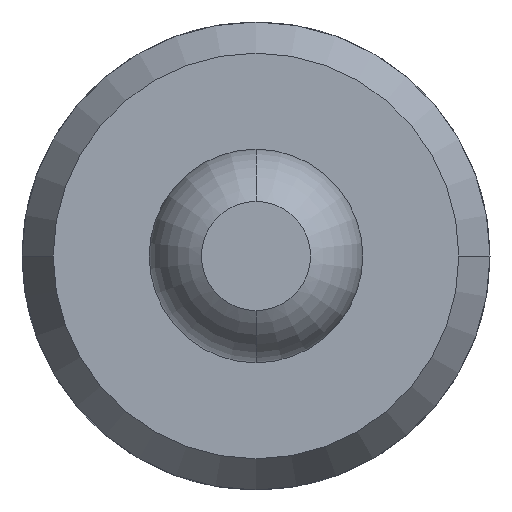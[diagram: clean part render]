
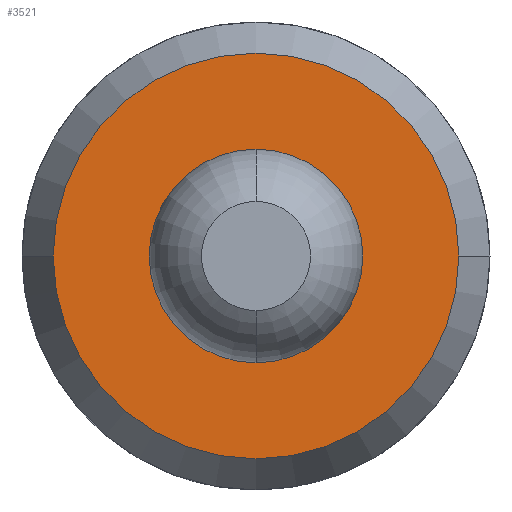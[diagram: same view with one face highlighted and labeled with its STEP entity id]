
A CAD part, front view. The second image highlights one B-rep face of the part: STEP entity #3521.
In plain terms, the highlighted planar face has unit normal (0, -1, 0).
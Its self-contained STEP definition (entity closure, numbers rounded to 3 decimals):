
#184 = EDGE_CURVE ( 'Defeature ausgef�hrt1_32+Defeature ausgef�hrt1_33+Defeature ausgef�hrt1_33+Defeature ausgef�hrt1_33', #1062, #1131, #5054, .T. ) ;
#217 = AXIS2_PLACEMENT_3D ( 'NONE', #555, #2666, #3122 ) ;
#247 = CARTESIAN_POINT ( 'NONE',  ( 0., 6.4, 0. ) ) ;
#407 = AXIS2_PLACEMENT_3D ( 'NONE', #5503, #4338, #5070 ) ;
#555 = CARTESIAN_POINT ( 'NONE',  ( 0., 6.4, 0. ) ) ;
#869 = CARTESIAN_POINT ( 'NONE',  ( -1.3, 6.4, 0. ) ) ;
#959 = CARTESIAN_POINT ( 'NONE',  ( 0.45, 6.4, 0. ) ) ;
#1062 = VERTEX_POINT ( 'NONE', #959 ) ;
#1131 = VERTEX_POINT ( 'NONE', #3095 ) ;
#1417 = CIRCLE ( 'NONE', #3296, 1.3 ) ;
#1453 = ORIENTED_EDGE ( 'NONE', *, *, #184, .T. ) ;
#1618 = DIRECTION ( 'NONE',  ( 0., -1., 0. ) ) ;
#1872 = AXIS2_PLACEMENT_3D ( 'NONE', #4487, #2729, #4933 ) ;
#1965 = VERTEX_POINT ( 'NONE', #4023 ) ;
#2395 = CIRCLE ( 'NONE', #1872, 1.3 ) ;
#2461 = CIRCLE ( 'NONE', #217, 0.45 ) ;
#2622 = EDGE_CURVE ( 'Defeature ausgef�hrt1_32+Defeature ausgef�hrt1_34+Defeature ausgef�hrt1_34+Defeature ausgef�hrt1_34', #1965, #3959, #1417, .T. ) ;
#2666 = DIRECTION ( 'NONE',  ( 0., 1., 0. ) ) ;
#2729 = DIRECTION ( 'NONE',  ( 0., -1., 0. ) ) ;
#2747 = CARTESIAN_POINT ( 'NONE',  ( 1.5, 6.4, 0. ) ) ;
#3095 = CARTESIAN_POINT ( 'NONE',  ( -0.45, 6.4, 0. ) ) ;
#3122 = DIRECTION ( 'NONE',  ( -1., 0., 0. ) ) ;
#3296 = AXIS2_PLACEMENT_3D ( 'NONE', #247, #1618, #3645 ) ;
#3471 = ORIENTED_EDGE ( 'NONE', *, *, #2622, .T. ) ;
#3495 = FACE_OUTER_BOUND ( 'NONE', #4840, .T. ) ;
#3521 = ADVANCED_FACE ( 'Defeature ausgef�hrt1_32', ( #3495, #3637 ), #5282, .F. ) ;
#3637 = FACE_BOUND ( 'NONE', #5006, .T. ) ;
#3645 = DIRECTION ( 'NONE',  ( -1., 0., 0. ) ) ;
#3662 = DIRECTION ( 'NONE',  ( -1., 0., 0. ) ) ;
#3696 = EDGE_CURVE ( 'Defeature ausgef�hrt1_32+Defeature ausgef�hrt1_33+Defeature ausgef�hrt1_33+Defeature ausgef�hrt1_33', #1131, #1062, #2461, .T. ) ;
#3705 = EDGE_CURVE ( 'Defeature ausgef�hrt1_32+Defeature ausgef�hrt1_34+Defeature ausgef�hrt1_34+Defeature ausgef�hrt1_34', #3959, #1965, #2395, .T. ) ;
#3959 = VERTEX_POINT ( 'NONE', #869 ) ;
#4023 = CARTESIAN_POINT ( 'NONE',  ( 1.3, 6.4, 0. ) ) ;
#4338 = DIRECTION ( 'NONE',  ( 0., 1., 0. ) ) ;
#4395 = ORIENTED_EDGE ( 'NONE', *, *, #3705, .T. ) ;
#4487 = CARTESIAN_POINT ( 'NONE',  ( 0., 6.4, 0. ) ) ;
#4537 = DIRECTION ( 'NONE',  ( 0., 1., 0. ) ) ;
#4732 = ORIENTED_EDGE ( 'NONE', *, *, #3696, .T. ) ;
#4762 = AXIS2_PLACEMENT_3D ( 'NONE', #2747, #4537, #3662 ) ;
#4840 = EDGE_LOOP ( 'NONE', ( #4395, #3471 ) ) ;
#4933 = DIRECTION ( 'NONE',  ( -1., 0., 0. ) ) ;
#5006 = EDGE_LOOP ( 'NONE', ( #1453, #4732 ) ) ;
#5054 = CIRCLE ( 'NONE', #407, 0.45 ) ;
#5070 = DIRECTION ( 'NONE',  ( -1., 0., 0. ) ) ;
#5282 = PLANE ( 'NONE',  #4762 ) ;
#5503 = CARTESIAN_POINT ( 'NONE',  ( 0., 6.4, 0. ) ) ;
